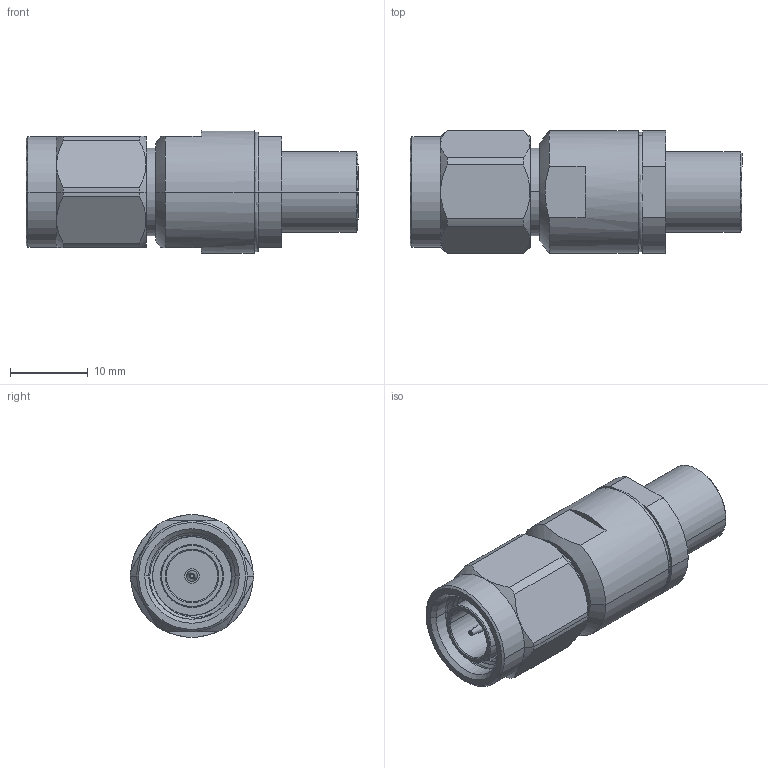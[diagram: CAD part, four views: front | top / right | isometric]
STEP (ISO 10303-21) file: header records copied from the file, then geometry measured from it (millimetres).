
FILE_DESCRIPTION (( 'STEP AP214' ), '1' );
FILE_NAME ('PE44810-4MJR5 ¦ FMCN1183-4MJR5_3D.step', '2025-12-16T21:20:44', ( '' ), ( '' ), 'SwSTEP 2.0', 'SolidWorks 2025', '' );
FILE_SCHEMA (( 'AUTOMOTIVE_DESIGN' ));
Length unit declared in the file: inch
Products named in the file (1): PE44810-4MJR5 ¦ FMCN1183-4MJR5_3D
Bounding box: 42.67 x 15.87 x 15.75 mm (x, y, z)
Volume: 5469.4 mm3; surface area: 3429.1 mm2
Topology: 1 solids, 2 shells, 108 faces, 260 edges, 166 vertices
Faces by surface type: cylinder 47, plane 30, cone 24, torus 4, bspline 3
Entity records: 4579 total; most frequent: CARTESIAN_POINT 2067, DIRECTION 536, ORIENTED_EDGE 520, EDGE_CURVE 260, AXIS2_PLACEMENT_3D 222, VERTEX_POINT 166, EDGE_LOOP 120, CIRCLE 116
